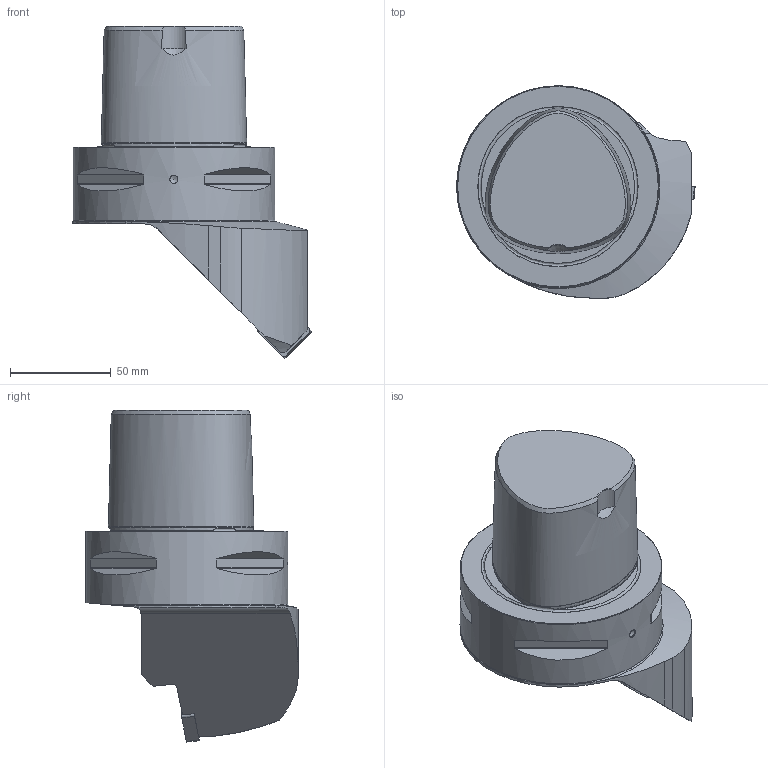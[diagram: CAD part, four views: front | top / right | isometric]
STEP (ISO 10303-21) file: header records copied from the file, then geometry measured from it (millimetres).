
FILE_DESCRIPTION(/* description */ (''),/* implementation_level */ '2;1');
FILE_NAME(/* name */ 'C10_PSSNL_68092_19HP_AS.stp',/* time_stamp */ '2016-02-02T10:10:48+01:00',/* author */ (''),/* organization */ (''),/* preprocessor_version */ 'ST-DEVELOPER v15',/* originating_system */ 'SIEMENS PLM Software NX 8.5',/* authorisation */ '');
FILE_SCHEMA (('AUTOMOTIVE_DESIGN { 1 0 10303 214 3 1 1 1 }'));
Length unit declared in the file: millimetre
Products named in the file (4): NX_MI_SN_A190612_1_SIM; ASSEMBLY_CONSTRUCTION; C10_PSSNL_68092_19HP_LB_SIM; C10_PSSNL_68092_19HP_SIM
Assembly tree (3 placements, depth 2):
  C10_PSSNL_68092_19HP_SIM
    C10_PSSNL_68092_19HP_LB_SIM
    ASSEMBLY_CONSTRUCTION
    NX_MI_SN_A190612_1_SIM
Bounding box: 118.11 x 105.22 x 164.48 mm (x, y, z)
Volume: 689777.3 mm3; surface area: 55071.3 mm2
Topology: 2 solids, 2 shells, 89 faces, 233 edges, 160 vertices
Faces by surface type: plane 41, cylinder 29, cone 9, bspline 8, torus 2
Full cylindrical faces by diameter (mm): 4 x1, 7.925 x2, 100 x1
Entity records: 23336 total; most frequent: CARTESIAN_POINT 21161, ORIENTED_EDGE 428, DIRECTION 392, EDGE_CURVE 214, AXIS2_PLACEMENT_3D 152, VERTEX_POINT 147, EDGE_LOOP 108, ADVANCED_FACE 89
